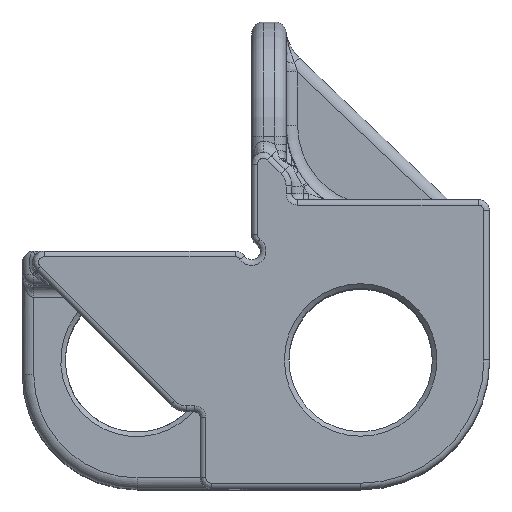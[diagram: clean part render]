
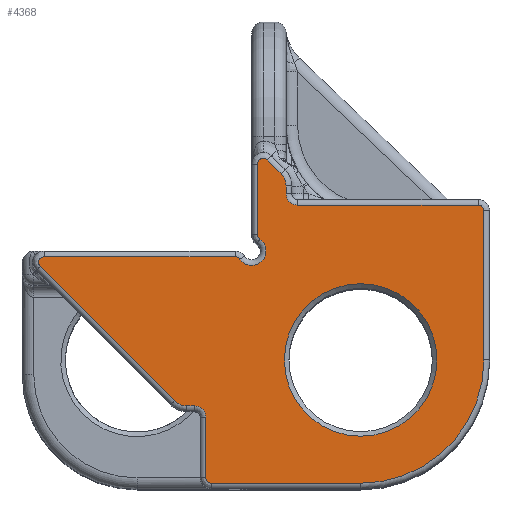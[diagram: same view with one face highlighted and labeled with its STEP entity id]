
A CAD part, top view. The second image highlights one B-rep face of the part: STEP entity #4368.
In plain terms, the highlighted planar face has unit normal (0, 0, 1).
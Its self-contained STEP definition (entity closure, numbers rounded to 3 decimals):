
#52=FACE_BOUND('',#1101,.T.);
#74=PLANE('',#4739);
#242=LINE('',#7540,#465);
#243=LINE('',#7544,#466);
#244=LINE('',#7548,#467);
#245=LINE('',#7552,#468);
#246=LINE('',#7556,#469);
#247=LINE('',#7560,#470);
#248=LINE('',#7564,#471);
#249=LINE('',#7568,#472);
#250=LINE('',#7576,#473);
#251=LINE('',#7579,#474);
#465=VECTOR('',#5495,10.);
#466=VECTOR('',#5498,10.);
#467=VECTOR('',#5501,10.);
#468=VECTOR('',#5504,10.);
#469=VECTOR('',#5507,10.);
#470=VECTOR('',#5510,10.);
#471=VECTOR('',#5513,10.);
#472=VECTOR('',#5516,10.);
#473=VECTOR('',#5523,10.);
#474=VECTOR('',#5526,10.);
#794=FACE_OUTER_BOUND('',#1100,.T.);
#1100=EDGE_LOOP('',(#3148,#3149,#3150,#3151,#3152,#3153,#3154,#3155,#3156,
#3157,#3158,#3159,#3160,#3161,#3162,#3163,#3164,#3165,#3166,#3167,#3168,
#3169));
#1101=EDGE_LOOP('',(#3170));
#1529=CIRCLE('',#4738,6.65);
#1530=CIRCLE('',#4740,1.5);
#1531=CIRCLE('',#4741,1.);
#1532=CIRCLE('',#4742,0.5);
#1533=CIRCLE('',#4743,10.75);
#1534=CIRCLE('',#4744,0.5);
#1535=CIRCLE('',#4745,1.);
#1536=CIRCLE('',#4746,1.5);
#1537=CIRCLE('',#4747,0.5);
#1538=CIRCLE('',#4748,0.5);
#1539=CIRCLE('',#4749,1.25);
#1540=CIRCLE('',#4750,0.5);
#1541=CIRCLE('',#4751,0.5);
#1912=VERTEX_POINT('',#7532);
#1913=VERTEX_POINT('',#7536);
#1914=VERTEX_POINT('',#7537);
#1915=VERTEX_POINT('',#7539);
#1916=VERTEX_POINT('',#7541);
#1917=VERTEX_POINT('',#7543);
#1918=VERTEX_POINT('',#7545);
#1919=VERTEX_POINT('',#7547);
#1920=VERTEX_POINT('',#7549);
#1921=VERTEX_POINT('',#7551);
#1922=VERTEX_POINT('',#7553);
#1923=VERTEX_POINT('',#7555);
#1924=VERTEX_POINT('',#7557);
#1925=VERTEX_POINT('',#7559);
#1926=VERTEX_POINT('',#7561);
#1927=VERTEX_POINT('',#7563);
#1928=VERTEX_POINT('',#7565);
#1929=VERTEX_POINT('',#7567);
#1930=VERTEX_POINT('',#7569);
#1931=VERTEX_POINT('',#7571);
#1932=VERTEX_POINT('',#7573);
#1933=VERTEX_POINT('',#7575);
#1934=VERTEX_POINT('',#7577);
#2349=EDGE_CURVE('',#1912,#1912,#1529,.T.);
#2351=EDGE_CURVE('',#1913,#1914,#1530,.T.);
#2352=EDGE_CURVE('',#1915,#1913,#242,.T.);
#2353=EDGE_CURVE('',#1916,#1915,#1531,.T.);
#2354=EDGE_CURVE('',#1917,#1916,#243,.T.);
#2355=EDGE_CURVE('',#1918,#1917,#1532,.T.);
#2356=EDGE_CURVE('',#1919,#1918,#244,.T.);
#2357=EDGE_CURVE('',#1920,#1919,#1533,.T.);
#2358=EDGE_CURVE('',#1921,#1920,#245,.T.);
#2359=EDGE_CURVE('',#1922,#1921,#1534,.T.);
#2360=EDGE_CURVE('',#1923,#1922,#246,.T.);
#2361=EDGE_CURVE('',#1924,#1923,#1535,.T.);
#2362=EDGE_CURVE('',#1925,#1924,#247,.T.);
#2363=EDGE_CURVE('',#1926,#1925,#1536,.T.);
#2364=EDGE_CURVE('',#1927,#1926,#248,.T.);
#2365=EDGE_CURVE('',#1928,#1927,#1537,.T.);
#2366=EDGE_CURVE('',#1929,#1928,#249,.T.);
#2367=EDGE_CURVE('',#1930,#1929,#1538,.T.);
#2368=EDGE_CURVE('',#1931,#1930,#1539,.T.);
#2369=EDGE_CURVE('',#1932,#1931,#1540,.T.);
#2370=EDGE_CURVE('',#1933,#1932,#250,.T.);
#2371=EDGE_CURVE('',#1934,#1933,#1541,.T.);
#2372=EDGE_CURVE('',#1914,#1934,#251,.T.);
#3148=ORIENTED_EDGE('',*,*,#2351,.F.);
#3149=ORIENTED_EDGE('',*,*,#2352,.F.);
#3150=ORIENTED_EDGE('',*,*,#2353,.F.);
#3151=ORIENTED_EDGE('',*,*,#2354,.F.);
#3152=ORIENTED_EDGE('',*,*,#2355,.F.);
#3153=ORIENTED_EDGE('',*,*,#2356,.F.);
#3154=ORIENTED_EDGE('',*,*,#2357,.F.);
#3155=ORIENTED_EDGE('',*,*,#2358,.F.);
#3156=ORIENTED_EDGE('',*,*,#2359,.F.);
#3157=ORIENTED_EDGE('',*,*,#2360,.F.);
#3158=ORIENTED_EDGE('',*,*,#2361,.F.);
#3159=ORIENTED_EDGE('',*,*,#2362,.F.);
#3160=ORIENTED_EDGE('',*,*,#2363,.F.);
#3161=ORIENTED_EDGE('',*,*,#2364,.F.);
#3162=ORIENTED_EDGE('',*,*,#2365,.F.);
#3163=ORIENTED_EDGE('',*,*,#2366,.F.);
#3164=ORIENTED_EDGE('',*,*,#2367,.F.);
#3165=ORIENTED_EDGE('',*,*,#2368,.F.);
#3166=ORIENTED_EDGE('',*,*,#2369,.F.);
#3167=ORIENTED_EDGE('',*,*,#2370,.F.);
#3168=ORIENTED_EDGE('',*,*,#2371,.F.);
#3169=ORIENTED_EDGE('',*,*,#2372,.F.);
#3170=ORIENTED_EDGE('',*,*,#2349,.F.);
#4368=ADVANCED_FACE('',(#794,#52),#74,.T.);
#4738=AXIS2_PLACEMENT_3D('',#7533,#5488,#5489);
#4739=AXIS2_PLACEMENT_3D('',#7535,#5491,#5492);
#4740=AXIS2_PLACEMENT_3D('',#7538,#5493,#5494);
#4741=AXIS2_PLACEMENT_3D('',#7542,#5496,#5497);
#4742=AXIS2_PLACEMENT_3D('',#7546,#5499,#5500);
#4743=AXIS2_PLACEMENT_3D('',#7550,#5502,#5503);
#4744=AXIS2_PLACEMENT_3D('',#7554,#5505,#5506);
#4745=AXIS2_PLACEMENT_3D('',#7558,#5508,#5509);
#4746=AXIS2_PLACEMENT_3D('',#7562,#5511,#5512);
#4747=AXIS2_PLACEMENT_3D('',#7566,#5514,#5515);
#4748=AXIS2_PLACEMENT_3D('',#7570,#5517,#5518);
#4749=AXIS2_PLACEMENT_3D('',#7572,#5519,#5520);
#4750=AXIS2_PLACEMENT_3D('',#7574,#5521,#5522);
#4751=AXIS2_PLACEMENT_3D('',#7578,#5524,#5525);
#5488=DIRECTION('center_axis',(0.,0.,1.));
#5489=DIRECTION('ref_axis',(1.,0.,0.));
#5491=DIRECTION('center_axis',(0.,0.,1.));
#5492=DIRECTION('ref_axis',(1.,0.,0.));
#5493=DIRECTION('center_axis',(0.,0.,-1.));
#5494=DIRECTION('ref_axis',(-0.383,-0.924,0.));
#5495=DIRECTION('',(-1.,0.,0.));
#5496=DIRECTION('center_axis',(0.,0.,1.));
#5497=DIRECTION('ref_axis',(0.707,0.707,0.));
#5498=DIRECTION('',(0.,1.,0.));
#5499=DIRECTION('center_axis',(0.,0.,-1.));
#5500=DIRECTION('ref_axis',(-0.707,-0.707,0.));
#5501=DIRECTION('',(-1.,0.,0.));
#5502=DIRECTION('center_axis',(0.,0.,-1.));
#5503=DIRECTION('ref_axis',(0.707,-0.707,0.));
#5504=DIRECTION('',(0.,-1.,0.));
#5505=DIRECTION('center_axis',(0.,0.,-1.));
#5506=DIRECTION('ref_axis',(0.707,0.707,0.));
#5507=DIRECTION('',(1.,0.,0.));
#5508=DIRECTION('center_axis',(0.,0.,1.));
#5509=DIRECTION('ref_axis',(-0.707,-0.707,0.));
#5510=DIRECTION('',(0.,-1.,0.));
#5511=DIRECTION('center_axis',(0.,0.,-1.));
#5512=DIRECTION('ref_axis',(0.924,0.383,0.));
#5513=DIRECTION('',(0.707,-0.707,0.));
#5514=DIRECTION('center_axis',(0.,0.,-1.));
#5515=DIRECTION('ref_axis',(-0.383,0.924,0.));
#5516=DIRECTION('',(0.,1.,0.));
#5517=DIRECTION('center_axis',(0.,0.,-1.));
#5518=DIRECTION('ref_axis',(-0.886,-0.463,0.));
#5519=DIRECTION('center_axis',(0.,0.,1.));
#5520=DIRECTION('ref_axis',(0.707,-0.707,0.));
#5521=DIRECTION('center_axis',(0.,0.,-1.));
#5522=DIRECTION('ref_axis',(0.463,0.886,0.));
#5523=DIRECTION('',(1.,0.,0.));
#5524=DIRECTION('center_axis',(0.,0.,-1.));
#5525=DIRECTION('ref_axis',(-0.924,0.383,0.));
#5526=DIRECTION('',(-0.707,0.707,0.));
#7532=CARTESIAN_POINT('',(2.85,-9.5,7.1));
#7533=CARTESIAN_POINT('Origin',(9.5,-9.5,7.1));
#7535=CARTESIAN_POINT('Origin',(0.375,-5.374,7.1));
#7536=CARTESIAN_POINT('',(-5.673,-13.5,7.1));
#7537=CARTESIAN_POINT('',(-6.734,-13.061,7.1));
#7538=CARTESIAN_POINT('Origin',(-5.673,-12.,7.1));
#7539=CARTESIAN_POINT('',(-5.,-13.5,7.1));
#7540=CARTESIAN_POINT('',(-3.063,-13.5,7.1));
#7541=CARTESIAN_POINT('',(-4.,-14.5,7.1));
#7542=CARTESIAN_POINT('Origin',(-5.,-14.5,7.1));
#7543=CARTESIAN_POINT('',(-4.,-19.75,7.1));
#7544=CARTESIAN_POINT('',(-4.,-9.687,7.1));
#7545=CARTESIAN_POINT('',(-3.5,-20.25,7.1));
#7546=CARTESIAN_POINT('Origin',(-3.5,-19.75,7.1));
#7547=CARTESIAN_POINT('',(9.5,-20.25,7.1));
#7548=CARTESIAN_POINT('',(4.938,-20.25,7.1));
#7549=CARTESIAN_POINT('',(20.25,-9.5,7.1));
#7550=CARTESIAN_POINT('Origin',(9.5,-9.5,7.1));
#7551=CARTESIAN_POINT('',(20.25,3.5,7.1));
#7552=CARTESIAN_POINT('',(20.25,-1.187,7.1));
#7553=CARTESIAN_POINT('',(19.75,4.,7.1));
#7554=CARTESIAN_POINT('Origin',(19.75,3.5,7.1));
#7555=CARTESIAN_POINT('',(4.,4.,7.1));
#7556=CARTESIAN_POINT('',(10.563,4.,7.1));
#7557=CARTESIAN_POINT('',(3.,5.,7.1));
#7558=CARTESIAN_POINT('Origin',(4.,5.,7.1));
#7559=CARTESIAN_POINT('',(3.,5.673,7.1));
#7560=CARTESIAN_POINT('',(3.,-0.437,7.1));
#7561=CARTESIAN_POINT('',(2.561,6.734,7.1));
#7562=CARTESIAN_POINT('Origin',(1.5,5.673,7.1));
#7563=CARTESIAN_POINT('',(1.354,7.941,7.1));
#7564=CARTESIAN_POINT('',(5.334,3.961,7.1));
#7565=CARTESIAN_POINT('',(0.5,7.588,7.1));
#7566=CARTESIAN_POINT('Origin',(1.,7.588,7.1));
#7567=CARTESIAN_POINT('',(0.5,1.436,7.1));
#7568=CARTESIAN_POINT('',(0.5,-2.687,7.1));
#7569=CARTESIAN_POINT('',(0.714,1.026,7.1));
#7570=CARTESIAN_POINT('Origin',(1.,1.436,7.1));
#7571=CARTESIAN_POINT('',(-1.026,-0.714,7.1));
#7572=CARTESIAN_POINT('Origin',(0.,0.,7.1));
#7573=CARTESIAN_POINT('',(-1.436,-0.5,7.1));
#7574=CARTESIAN_POINT('Origin',(-1.436,-1.,7.1));
#7575=CARTESIAN_POINT('',(-18.088,-0.5,7.1));
#7576=CARTESIAN_POINT('',(0.188,-0.5,7.1));
#7577=CARTESIAN_POINT('',(-18.441,-1.354,7.1));
#7578=CARTESIAN_POINT('Origin',(-18.088,-1.,7.1));
#7579=CARTESIAN_POINT('',(-13.335,-6.46,7.1));
